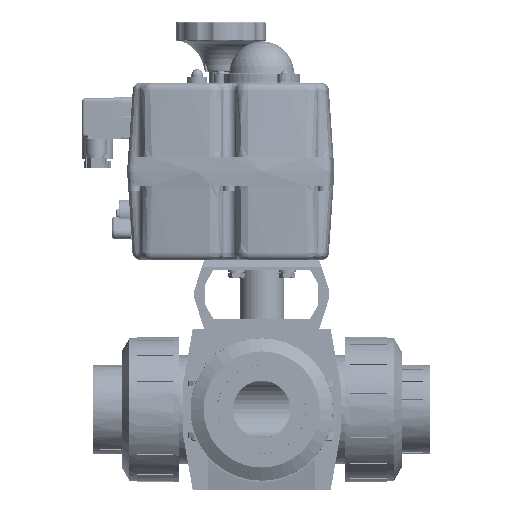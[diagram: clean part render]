
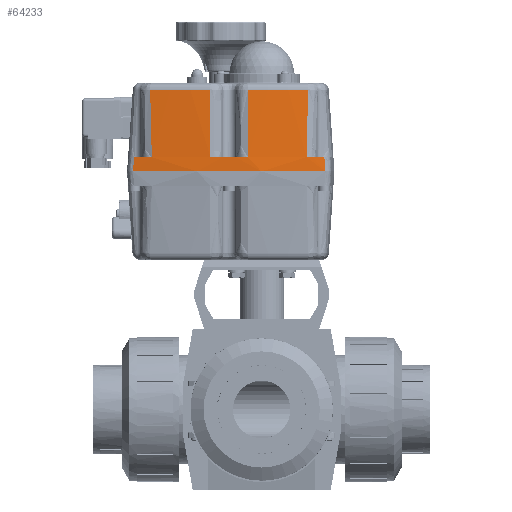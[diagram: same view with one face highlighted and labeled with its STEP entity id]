
A CAD part, front view. The second image highlights one B-rep face of the part: STEP entity #64233.
In plain terms, the highlighted conical face has half-angle 4 degrees and reference radius 403.75 mm.
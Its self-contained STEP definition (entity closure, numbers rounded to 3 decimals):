
#49320=CARTESIAN_POINT('',(-89.468,-49.429,165.5));
#49321=VERTEX_POINT('',#49320);
#49466=CARTESIAN_POINT('',(44.207,-49.429,165.5));
#49467=VERTEX_POINT('',#49466);
#49477=CARTESIAN_POINT('',(-22.63,348.75,165.5));
#49478=DIRECTION('',(0.0,0.0,1.0));
#49479=DIRECTION('',(1.0,0.0,0.0));
#49480=AXIS2_PLACEMENT_3D('',#49477,#49478,#49479);
#49481=CIRCLE('',#49480,403.75);
#49482=EDGE_CURVE('',#49321,#49467,#49481,.T.);
#60851=CARTESIAN_POINT('',(-35.657,-54.09,175.5));
#60852=VERTEX_POINT('',#60851);
#60866=CARTESIAN_POINT('',(-9.603,-54.09,175.5));
#60867=VERTEX_POINT('',#60866);
#60868=CARTESIAN_POINT('',(-22.63,348.75,175.5));
#60869=DIRECTION('',(0.0,0.0,1.0));
#60870=DIRECTION('',(1.0,0.0,0.0));
#60871=AXIS2_PLACEMENT_3D('',#60868,#60869,#60870);
#60872=CIRCLE('',#60871,403.051);
#60873=EDGE_CURVE('',#60852,#60867,#60872,.T.);
#61183=CARTESIAN_POINT('',(43.564,-48.828,175.5));
#61184=VERTEX_POINT('',#61183);
#61198=CARTESIAN_POINT('',(43.564,-48.828,175.5));
#61199=CARTESIAN_POINT('',(43.617,-48.878,174.67));
#61200=CARTESIAN_POINT('',(43.671,-48.928,173.841));
#61201=CARTESIAN_POINT('',(43.885,-49.128,170.507));
#61202=CARTESIAN_POINT('',(44.046,-49.279,168.004));
#61203=CARTESIAN_POINT('',(44.207,-49.429,165.5));
#61204=B_SPLINE_CURVE_WITH_KNOTS('',3,(#61198,#61199,#61200,#61201,#61202,#61203),.UNSPECIFIED.,.F.,.U.,(4,2,4),(5.021,7.52,15.06),.UNSPECIFIED.);
#61205=EDGE_CURVE('',#61184,#49467,#61204,.T.);
#61236=CARTESIAN_POINT('',(31.184,-50.692,175.5));
#61237=VERTEX_POINT('',#61236);
#61251=CARTESIAN_POINT('',(-22.63,348.75,175.5));
#61252=DIRECTION('',(0.0,0.0,1.0));
#61253=DIRECTION('',(1.0,0.0,0.0));
#61254=AXIS2_PLACEMENT_3D('',#61251,#61252,#61253);
#61255=CIRCLE('',#61254,403.051);
#61256=EDGE_CURVE('',#61237,#61184,#61255,.T.);
#61334=CARTESIAN_POINT('',(-88.761,-48.838,175.5));
#61335=VERTEX_POINT('',#61334);
#61349=CARTESIAN_POINT('',(-76.444,-50.692,175.5));
#61350=VERTEX_POINT('',#61349);
#61351=CARTESIAN_POINT('',(-22.63,348.75,175.5));
#61352=DIRECTION('',(0.0,0.0,1.0));
#61353=DIRECTION('',(1.0,0.0,0.0));
#61354=AXIS2_PLACEMENT_3D('',#61351,#61352,#61353);
#61355=CIRCLE('',#61354,403.051);
#61356=EDGE_CURVE('',#61335,#61350,#61355,.T.);
#61433=CARTESIAN_POINT('',(-89.468,-49.429,165.5));
#61434=CARTESIAN_POINT('',(-89.291,-49.281,168.003));
#61435=CARTESIAN_POINT('',(-89.114,-49.134,170.507));
#61436=CARTESIAN_POINT('',(-88.879,-48.937,173.84));
#61437=CARTESIAN_POINT('',(-88.82,-48.887,174.67));
#61438=CARTESIAN_POINT('',(-88.761,-48.838,175.5));
#61439=B_SPLINE_CURVE_WITH_KNOTS('',3,(#61433,#61434,#61435,#61436,#61437,#61438),.UNSPECIFIED.,.F.,.U.,(4,2,4),(5.024,12.566,15.066),.UNSPECIFIED.);
#61440=EDGE_CURVE('',#49321,#61335,#61439,.T.);
#64133=CARTESIAN_POINT('',(-77.54,-47.236,222.349));
#64134=VERTEX_POINT('',#64133);
#64150=CARTESIAN_POINT('',(-76.444,-50.692,175.5));
#64151=CARTESIAN_POINT('',(-76.468,-50.556,177.384));
#64152=CARTESIAN_POINT('',(-76.494,-50.419,179.269));
#64153=CARTESIAN_POINT('',(-76.556,-50.114,183.48));
#64154=CARTESIAN_POINT('',(-76.594,-49.944,185.807));
#64155=CARTESIAN_POINT('',(-76.662,-49.668,189.588));
#64156=CARTESIAN_POINT('',(-76.69,-49.562,191.042));
#64157=CARTESIAN_POINT('',(-76.783,-49.218,195.743));
#64158=CARTESIAN_POINT('',(-76.856,-48.979,198.99));
#64159=CARTESIAN_POINT('',(-77.064,-48.355,207.43));
#64160=CARTESIAN_POINT('',(-77.212,-47.968,212.623));
#64161=CARTESIAN_POINT('',(-77.434,-47.464,219.327));
#64162=CARTESIAN_POINT('',(-77.486,-47.35,220.838));
#64163=CARTESIAN_POINT('',(-77.54,-47.236,222.349));
#64164=B_SPLINE_CURVE_WITH_KNOTS('',3,(#64150,#64151,#64152,#64153,#64154,#64155,#64156,#64157,#64158,#64159,#64160,#64161,#64162,#64163),.UNSPECIFIED.,.F.,.U.,(4,2,2,2,2,2,4),(13.199,18.868,25.868,30.243,40.011,55.639,60.188),.UNSPECIFIED.);
#64165=EDGE_CURVE('',#61350,#64134,#64164,.T.);
#64170=CARTESIAN_POINT('',(-22.63,348.75,165.5));
#64171=DIRECTION('',(0.,0.,-1.0));
#64172=DIRECTION('',(1.0,0.0,0.0));
#64173=AXIS2_PLACEMENT_3D('',#64170,#64171,#64172);
#64174=CONICAL_SURFACE('',#64173,403.75,4.);
#64175=CARTESIAN_POINT('',(-9.601,-50.812,222.349));
#64176=VERTEX_POINT('',#64175);
#64177=CARTESIAN_POINT('',(32.28,-47.236,222.349));
#64178=VERTEX_POINT('',#64177);
#64179=CARTESIAN_POINT('',(-22.63,348.75,222.349));
#64180=DIRECTION('',(0.,0.,1.0));
#64181=DIRECTION('',(0.085,-0.996,0.));
#64182=AXIS2_PLACEMENT_3D('',#64179,#64180,#64181);
#64183=CIRCLE('',#64182,399.775);
#64184=EDGE_CURVE('',#64176,#64178,#64183,.T.);
#64185=ORIENTED_EDGE('',*,*,#64184,.F.);
#64186=CARTESIAN_POINT('',(-9.603,-54.09,175.5));
#64187=DIRECTION('',(0.,0.07,0.998));
#64188=VECTOR('',#64187,46.963);
#64189=LINE('',#64186,#64188);
#64190=EDGE_CURVE('',#60867,#64176,#64189,.T.);
#64191=ORIENTED_EDGE('',*,*,#64190,.F.);
#64192=ORIENTED_EDGE('',*,*,#60873,.F.);
#64193=CARTESIAN_POINT('',(-35.659,-50.812,222.349));
#64194=VERTEX_POINT('',#64193);
#64195=CARTESIAN_POINT('',(-35.659,-50.812,222.349));
#64196=DIRECTION('',(0.,-0.07,-0.998));
#64197=VECTOR('',#64196,46.963);
#64198=LINE('',#64195,#64197);
#64199=EDGE_CURVE('',#64194,#60852,#64198,.T.);
#64200=ORIENTED_EDGE('',*,*,#64199,.F.);
#64201=CARTESIAN_POINT('',(-22.63,348.75,222.349));
#64202=DIRECTION('',(0.,0.,1.0));
#64203=DIRECTION('',(-0.085,-0.996,0.));
#64204=AXIS2_PLACEMENT_3D('',#64201,#64202,#64203);
#64205=CIRCLE('',#64204,399.775);
#64206=EDGE_CURVE('',#64134,#64194,#64205,.T.);
#64207=ORIENTED_EDGE('',*,*,#64206,.F.);
#64208=ORIENTED_EDGE('',*,*,#64165,.F.);
#64209=ORIENTED_EDGE('',*,*,#61356,.F.);
#64210=ORIENTED_EDGE('',*,*,#61440,.F.);
#64211=ORIENTED_EDGE('',*,*,#49482,.T.);
#64212=ORIENTED_EDGE('',*,*,#61205,.F.);
#64213=ORIENTED_EDGE('',*,*,#61256,.F.);
#64214=CARTESIAN_POINT('',(32.28,-47.236,222.349));
#64215=CARTESIAN_POINT('',(32.159,-47.491,218.973));
#64216=CARTESIAN_POINT('',(32.049,-47.744,215.598));
#64217=CARTESIAN_POINT('',(31.879,-48.168,209.922));
#64218=CARTESIAN_POINT('',(31.814,-48.34,207.621));
#64219=CARTESIAN_POINT('',(31.716,-48.617,203.883));
#64220=CARTESIAN_POINT('',(31.68,-48.723,202.446));
#64221=CARTESIAN_POINT('',(31.568,-49.069,197.762));
#64222=CARTESIAN_POINT('',(31.497,-49.308,194.515));
#64223=CARTESIAN_POINT('',(31.334,-49.926,186.073));
#64224=CARTESIAN_POINT('',(31.252,-50.303,180.878));
#64225=CARTESIAN_POINT('',(31.186,-50.683,175.621));
#64226=CARTESIAN_POINT('',(31.185,-50.688,175.561));
#64227=CARTESIAN_POINT('',(31.184,-50.692,175.5));
#64228=B_SPLINE_CURVE_WITH_KNOTS('',3,(#64214,#64215,#64216,#64217,#64218,#64219,#64220,#64221,#64222,#64223,#64224,#64225,#64226,#64227),.UNSPECIFIED.,.F.,.U.,(4,2,2,2,2,2,4),(17.956,28.117,35.039,39.365,49.133,64.762,64.945),.UNSPECIFIED.);
#64229=EDGE_CURVE('',#64178,#61237,#64228,.T.);
#64230=ORIENTED_EDGE('',*,*,#64229,.F.);
#64231=EDGE_LOOP('',(#64185,#64191,#64192,#64200,#64207,#64208,#64209,#64210,#64211,#64212,#64213,#64230));
#64232=FACE_OUTER_BOUND('',#64231,.T.);
#64233=ADVANCED_FACE('',(#64232),#64174,.T.);
